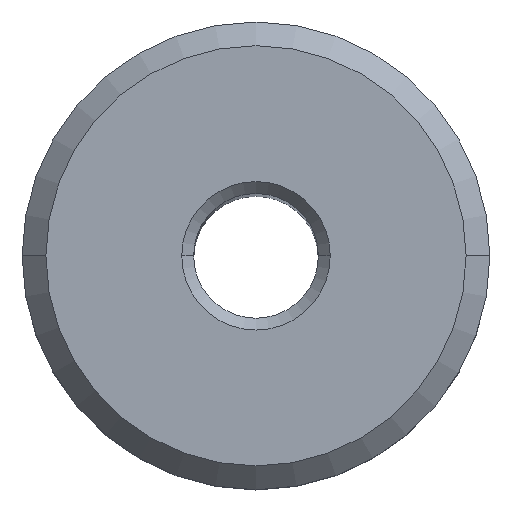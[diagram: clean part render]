
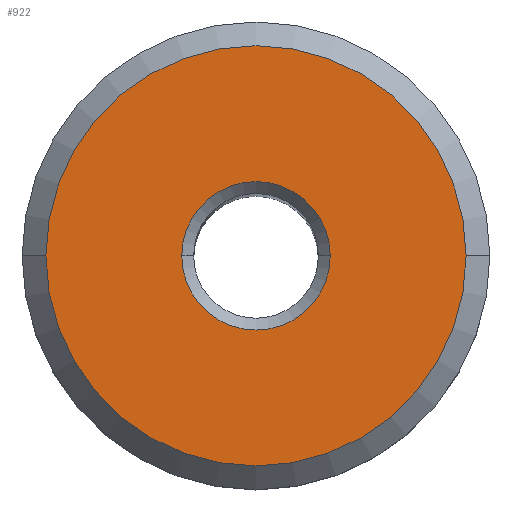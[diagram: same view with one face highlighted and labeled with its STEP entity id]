
A CAD part, top view. The second image highlights one B-rep face of the part: STEP entity #922.
In plain terms, the highlighted planar face has unit normal (0, 0, 1).
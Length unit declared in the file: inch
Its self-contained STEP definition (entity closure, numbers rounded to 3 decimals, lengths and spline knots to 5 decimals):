
#33 = VERTEX_POINT ( 'NONE', #51 ) ;
#35 = EDGE_CURVE ( 'NONE', #598, #33, #1003, .T. ) ;
#50 = DIRECTION ( 'NONE',  ( 0., 0., 1. ) ) ;
#51 = CARTESIAN_POINT ( 'NONE',  ( 0.09374, 0., 0. ) ) ;
#65 = CARTESIAN_POINT ( 'NONE',  ( 0.26528, 0., 0. ) ) ;
#96 = CARTESIAN_POINT ( 'NONE',  ( 0., 0., 0. ) ) ;
#194 = VERTEX_POINT ( 'NONE', #65 ) ;
#211 = VERTEX_POINT ( 'NONE', #1029 ) ;
#225 = EDGE_LOOP ( 'NONE', ( #257, #880 ) ) ;
#257 = ORIENTED_EDGE ( 'NONE', *, *, #762, .T. ) ;
#392 = CARTESIAN_POINT ( 'NONE',  ( 0., 0.29528, 0. ) ) ;
#397 = DIRECTION ( 'NONE',  ( 0., 0., -1. ) ) ;
#407 = CARTESIAN_POINT ( 'NONE',  ( 0., 0., 0. ) ) ;
#409 = CIRCLE ( 'NONE', #500, 0.26528 ) ;
#421 = CARTESIAN_POINT ( 'NONE',  ( -0.09374, 0., 0. ) ) ;
#440 = DIRECTION ( 'NONE',  ( -1., 0., 0. ) ) ;
#452 = AXIS2_PLACEMENT_3D ( 'NONE', #392, #743, #993 ) ;
#453 = DIRECTION ( 'NONE',  ( 0., 0., 1. ) ) ;
#489 = FACE_BOUND ( 'NONE', #874, .T. ) ;
#500 = AXIS2_PLACEMENT_3D ( 'NONE', #884, #453, #889 ) ;
#513 = DIRECTION ( 'NONE',  ( 0., 0., -1. ) ) ;
#559 = CARTESIAN_POINT ( 'NONE',  ( 0., 0., 0. ) ) ;
#598 = VERTEX_POINT ( 'NONE', #421 ) ;
#644 = EDGE_CURVE ( 'NONE', #33, #598, #1006, .T. ) ;
#653 = FACE_OUTER_BOUND ( 'NONE', #225, .T. ) ;
#743 = DIRECTION ( 'NONE',  ( 0., 0., -1. ) ) ;
#762 = EDGE_CURVE ( 'NONE', #211, #194, #409, .T. ) ;
#787 = AXIS2_PLACEMENT_3D ( 'NONE', #559, #397, #1080 ) ;
#844 = EDGE_CURVE ( 'NONE', #194, #211, #1086, .T. ) ;
#874 = EDGE_LOOP ( 'NONE', ( #978, #940 ) ) ;
#879 = AXIS2_PLACEMENT_3D ( 'NONE', #407, #50, #1103 ) ;
#880 = ORIENTED_EDGE ( 'NONE', *, *, #844, .T. ) ;
#884 = CARTESIAN_POINT ( 'NONE',  ( 0., 0., 0. ) ) ;
#889 = DIRECTION ( 'NONE',  ( -1., 0., 0. ) ) ;
#898 = AXIS2_PLACEMENT_3D ( 'NONE', #96, #513, #440 ) ;
#922 = ADVANCED_FACE ( 'NONE', ( #653, #489 ), #1088, .F. ) ;
#940 = ORIENTED_EDGE ( 'NONE', *, *, #35, .T. ) ;
#978 = ORIENTED_EDGE ( 'NONE', *, *, #644, .T. ) ;
#993 = DIRECTION ( 'NONE',  ( -1., 0., 0. ) ) ;
#1003 = CIRCLE ( 'NONE', #787, 0.09374 ) ;
#1006 = CIRCLE ( 'NONE', #898, 0.09374 ) ;
#1029 = CARTESIAN_POINT ( 'NONE',  ( -0.26528, 0., 0. ) ) ;
#1080 = DIRECTION ( 'NONE',  ( -1., 0., 0. ) ) ;
#1086 = CIRCLE ( 'NONE', #879, 0.26528 ) ;
#1088 = PLANE ( 'NONE',  #452 ) ;
#1103 = DIRECTION ( 'NONE',  ( -1., 0., 0. ) ) ;
